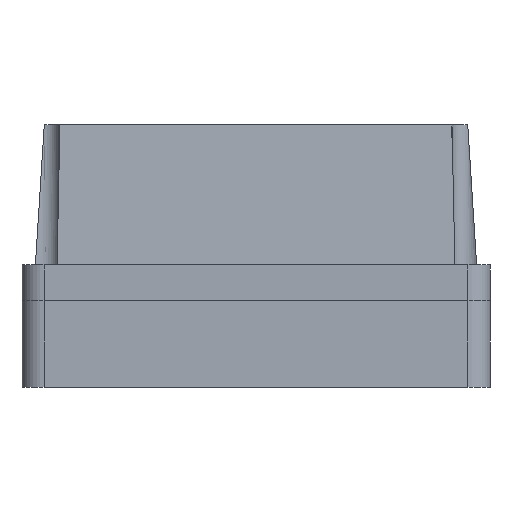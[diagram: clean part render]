
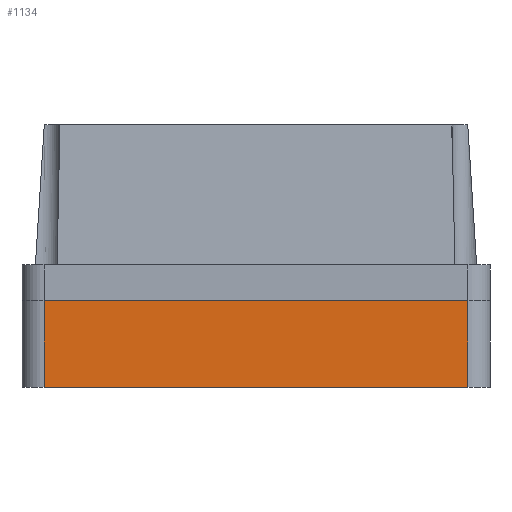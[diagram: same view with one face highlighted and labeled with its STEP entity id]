
A CAD part, left-side view. The second image highlights one B-rep face of the part: STEP entity #1134.
In plain terms, the highlighted planar face has unit normal (-1, 0, 0).
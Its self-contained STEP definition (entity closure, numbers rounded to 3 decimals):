
#1134=ADVANCED_FACE('',(#13239),#13241,.F.);
#13239=FACE_BOUND('',#13240,.T.);
#13240=EDGE_LOOP('',(#22577,#22578,#22579,#22580));
#13241=PLANE('',#13242);
#13242=AXIS2_PLACEMENT_3D('',#13243,#13244,#13245);
#13243=CARTESIAN_POINT('',(-57.5,47.5,19.5));
#13244=DIRECTION('',(1.,0.,0.));
#13245=DIRECTION('',(0.,1.,0.));
#22577=ORIENTED_EDGE('',*,*,#31049,.T.);
#22578=ORIENTED_EDGE('',*,*,#31050,.F.);
#22579=ORIENTED_EDGE('',*,*,#30965,.F.);
#22580=ORIENTED_EDGE('',*,*,#31048,.T.);
#30965=EDGE_CURVE('',#34566,#34568,#34569,.T.);
#31048=EDGE_CURVE('',#34566,#34705,#34707,.T.);
#31049=EDGE_CURVE('',#34705,#34708,#34709,.T.);
#31050=EDGE_CURVE('',#34568,#34708,#34710,.T.);
#34566=VERTEX_POINT('',#40774);
#34568=VERTEX_POINT('',#40779);
#34569=LINE('',#40780,#40781);
#34705=VERTEX_POINT('',#41103);
#34707=LINE('',#41108,#41109);
#34708=VERTEX_POINT('',#41111);
#34709=LINE('',#41112,#41113);
#34710=LINE('',#41115,#41116);
#40774=CARTESIAN_POINT('',(-57.5,47.5,19.5));
#40779=CARTESIAN_POINT('',(-57.5,-47.5,19.5));
#40780=CARTESIAN_POINT('',(-57.5,47.5,19.5));
#40781=VECTOR('',#40782,1.);
#40782=DIRECTION('',(0.,-1.,0.));
#41103=CARTESIAN_POINT('',(-57.5,47.5,0.));
#41108=CARTESIAN_POINT('',(-57.5,47.5,19.5));
#41109=VECTOR('',#41110,1.);
#41110=DIRECTION('',(0.,0.,-1.));
#41111=CARTESIAN_POINT('',(-57.5,-47.5,0.));
#41112=CARTESIAN_POINT('',(-57.5,47.5,0.));
#41113=VECTOR('',#41114,1.);
#41114=DIRECTION('',(0.,-1.,0.));
#41115=CARTESIAN_POINT('',(-57.5,-47.5,19.5));
#41116=VECTOR('',#41117,1.);
#41117=DIRECTION('',(0.,0.,-1.));
